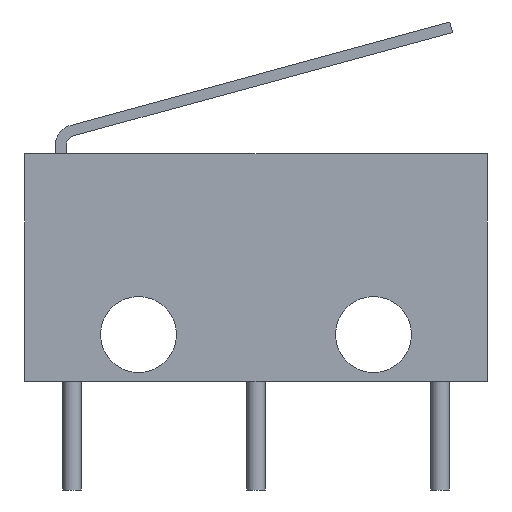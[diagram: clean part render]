
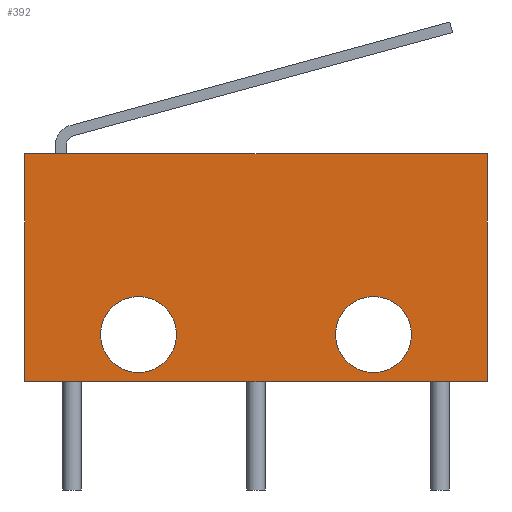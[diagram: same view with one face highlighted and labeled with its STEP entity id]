
A CAD part, front view. The second image highlights one B-rep face of the part: STEP entity #392.
In plain terms, the highlighted planar face has unit normal (0, -1, 0).
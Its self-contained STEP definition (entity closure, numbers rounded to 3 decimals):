
#15=FACE_BOUND('',#80,.T.);
#16=FACE_BOUND('',#81,.T.);
#33=PLANE('',#443);
#56=FACE_OUTER_BOUND('',#79,.T.);
#79=EDGE_LOOP('',(#333,#334,#335,#336));
#80=EDGE_LOOP('',(#337));
#81=EDGE_LOOP('',(#338));
#118=LINE('',#648,#155);
#119=LINE('',#650,#156);
#120=LINE('',#652,#157);
#121=LINE('',#653,#158);
#155=VECTOR('',#540,10.);
#156=VECTOR('',#541,10.);
#157=VECTOR('',#542,10.);
#158=VECTOR('',#543,10.);
#167=CIRCLE('',#413,1.05);
#169=CIRCLE('',#416,1.05);
#181=VERTEX_POINT('',#564);
#183=VERTEX_POINT('',#570);
#207=VERTEX_POINT('',#646);
#208=VERTEX_POINT('',#647);
#209=VERTEX_POINT('',#649);
#210=VERTEX_POINT('',#651);
#215=EDGE_CURVE('',#181,#181,#167,.T.);
#218=EDGE_CURVE('',#183,#183,#169,.T.);
#254=EDGE_CURVE('',#207,#208,#118,.T.);
#255=EDGE_CURVE('',#208,#209,#119,.T.);
#256=EDGE_CURVE('',#210,#209,#120,.T.);
#257=EDGE_CURVE('',#207,#210,#121,.T.);
#333=ORIENTED_EDGE('',*,*,#254,.T.);
#334=ORIENTED_EDGE('',*,*,#255,.T.);
#335=ORIENTED_EDGE('',*,*,#256,.F.);
#336=ORIENTED_EDGE('',*,*,#257,.F.);
#337=ORIENTED_EDGE('',*,*,#215,.T.);
#338=ORIENTED_EDGE('',*,*,#218,.T.);
#392=ADVANCED_FACE('',(#56,#15,#16),#33,.T.);
#413=AXIS2_PLACEMENT_3D('',#565,#453,#454);
#416=AXIS2_PLACEMENT_3D('',#571,#460,#461);
#443=AXIS2_PLACEMENT_3D('',#645,#538,#539);
#453=DIRECTION('center_axis',(0.,1.,0.));
#454=DIRECTION('ref_axis',(1.,0.,0.));
#460=DIRECTION('center_axis',(0.,1.,0.));
#461=DIRECTION('ref_axis',(1.,0.,0.));
#538=DIRECTION('center_axis',(0.,-1.,0.));
#539=DIRECTION('ref_axis',(1.,0.,0.));
#540=DIRECTION('',(1.,0.,0.));
#541=DIRECTION('',(0.,0.,1.));
#542=DIRECTION('',(1.,0.,0.));
#543=DIRECTION('',(0.,0.,1.));
#564=CARTESIAN_POINT('',(-4.3,-2.9,1.3));
#565=CARTESIAN_POINT('Origin',(-3.25,-2.9,1.3));
#570=CARTESIAN_POINT('',(2.2,-2.9,1.3));
#571=CARTESIAN_POINT('Origin',(3.25,-2.9,1.3));
#645=CARTESIAN_POINT('Origin',(-6.4,-2.9,0.));
#646=CARTESIAN_POINT('',(-6.4,-2.9,0.));
#647=CARTESIAN_POINT('',(6.4,-2.9,0.));
#648=CARTESIAN_POINT('',(-6.4,-2.9,0.));
#649=CARTESIAN_POINT('',(6.4,-2.9,6.3));
#650=CARTESIAN_POINT('',(6.4,-2.9,0.));
#651=CARTESIAN_POINT('',(-6.4,-2.9,6.3));
#652=CARTESIAN_POINT('',(-6.4,-2.9,6.3));
#653=CARTESIAN_POINT('',(-6.4,-2.9,0.));
